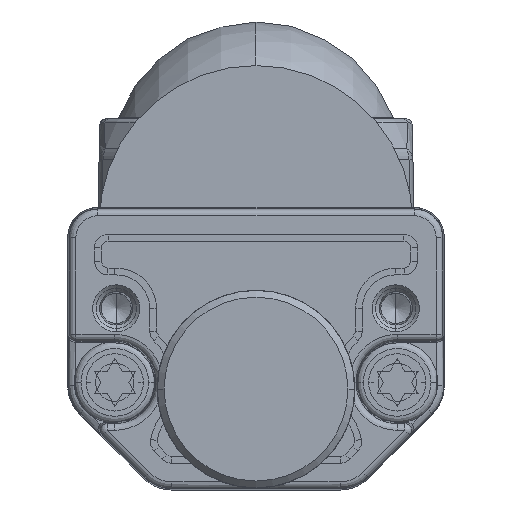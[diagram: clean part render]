
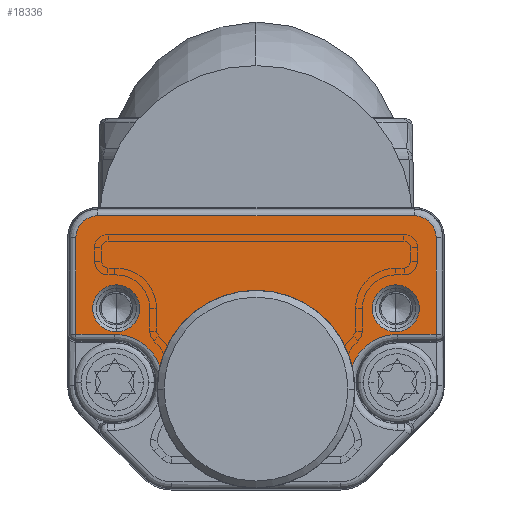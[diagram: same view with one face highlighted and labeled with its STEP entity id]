
A CAD part, left-side view. The second image highlights one B-rep face of the part: STEP entity #18336.
In plain terms, the highlighted face is planar.
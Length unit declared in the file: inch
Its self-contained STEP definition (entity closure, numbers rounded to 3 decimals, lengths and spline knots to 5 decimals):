
#15031=CARTESIAN_POINT('',(13.,8.,10.5));
#15032=DIRECTION('',(-1.,0.,0.));
#15033=DIRECTION('',(0.,1.,0.));
#15034=AXIS2_PLACEMENT_3D('',#15031,#15032,#15033);
#15036=DIRECTION('',(0.,0.,-1.));
#15037=VECTOR('',#15036,2.8909);
#15038=CARTESIAN_POINT('',(13.,11.56353,13.3909));
#15039=LINE('',#15038,#15037);
#15040=DIRECTION('',(0.,-1.,0.));
#15041=VECTOR('',#15040,7.18647);
#15042=CARTESIAN_POINT('',(13.,18.75,13.3909));
#15043=LINE('',#15042,#15041);
#15044=CARTESIAN_POINT('',(13.,18.75,11.75));
#15045=DIRECTION('',(1.,0.,0.));
#15046=DIRECTION('',(0.,1.,0.));
#15047=AXIS2_PLACEMENT_3D('',#15044,#15045,#15046);
#15049=DIRECTION('',(0.,0.,1.));
#15050=VECTOR('',#15049,23.5);
#15051=CARTESIAN_POINT('',(13.,20.3909,-11.75));
#15052=LINE('',#15051,#15050);
#15053=CARTESIAN_POINT('',(13.,18.75,-11.75));
#15054=DIRECTION('',(1.,0.,0.));
#15055=DIRECTION('',(0.,0.,-1.));
#15056=AXIS2_PLACEMENT_3D('',#15053,#15054,#15055);
#15058=DIRECTION('',(0.,1.,0.));
#15059=VECTOR('',#15058,7.18647);
#15060=CARTESIAN_POINT('',(13.,11.56353,-13.3909));
#15061=LINE('',#15060,#15059);
#15062=DIRECTION('',(0.,0.,-1.));
#15063=VECTOR('',#15062,2.8909);
#15064=CARTESIAN_POINT('',(13.,11.56353,-10.5));
#15065=LINE('',#15064,#15063);
#15066=CARTESIAN_POINT('',(13.,8.,-10.5));
#15067=DIRECTION('',(-1.,0.,0.));
#15068=DIRECTION('',(0.,0.34,0.941));
#15069=AXIS2_PLACEMENT_3D('',#15066,#15067,#15068);
#15071=CARTESIAN_POINT('',(13.,7.5,0.));
#15072=DIRECTION('',(1.,0.,0.));
#15073=DIRECTION('',(0.,0.233,-0.973));
#15074=AXIS2_PLACEMENT_3D('',#15071,#15072,#15073);
#15130=CARTESIAN_POINT('',(13.,13.5,-10.3923));
#15131=DIRECTION('',(-1.,0.,0.));
#15132=DIRECTION('',(0.,1.,0.));
#15133=AXIS2_PLACEMENT_3D('',#15130,#15131,#15132);
#15135=CARTESIAN_POINT('',(13.,13.5,-10.3923));
#15136=DIRECTION('',(-1.,0.,0.));
#15137=DIRECTION('',(0.,-1.,0.));
#15138=AXIS2_PLACEMENT_3D('',#15135,#15136,#15137);
#15140=CARTESIAN_POINT('',(13.,13.5,10.3923));
#15141=DIRECTION('',(-1.,0.,0.));
#15142=DIRECTION('',(0.,1.,0.));
#15143=AXIS2_PLACEMENT_3D('',#15140,#15141,#15142);
#15145=CARTESIAN_POINT('',(13.,13.5,10.3923));
#15146=DIRECTION('',(-1.,0.,0.));
#15147=DIRECTION('',(0.,-1.,0.));
#15148=AXIS2_PLACEMENT_3D('',#15145,#15146,#15147);
#15787=CARTESIAN_POINT('',(13.,20.3909,11.75));
#15788=CARTESIAN_POINT('',(13.,18.75,13.3909));
#15789=VERTEX_POINT('',#15787);
#15790=VERTEX_POINT('',#15788);
#15795=CARTESIAN_POINT('',(13.,20.3909,-11.75));
#15796=VERTEX_POINT('',#15795);
#15799=CARTESIAN_POINT('',(13.,18.75,-13.3909));
#15800=VERTEX_POINT('',#15799);
#15835=CARTESIAN_POINT('',(13.,11.56353,10.5));
#15836=CARTESIAN_POINT('',(13.,9.21015,7.14824));
#15837=VERTEX_POINT('',#15835);
#15838=VERTEX_POINT('',#15836);
#15867=CARTESIAN_POINT('',(13.,11.56353,13.3909));
#15868=VERTEX_POINT('',#15867);
#15877=CARTESIAN_POINT('',(13.,9.21015,-7.14824));
#15878=CARTESIAN_POINT('',(13.,11.56353,-10.5));
#15879=VERTEX_POINT('',#15877);
#15880=VERTEX_POINT('',#15878);
#15909=CARTESIAN_POINT('',(13.,11.56353,-13.3909));
#15910=VERTEX_POINT('',#15909);
#16109=CARTESIAN_POINT('',(13.,15.25,-10.3923));
#16110=CARTESIAN_POINT('',(13.,11.75,-10.3923));
#16111=VERTEX_POINT('',#16109);
#16112=VERTEX_POINT('',#16110);
#16113=CARTESIAN_POINT('',(13.,15.25,10.3923));
#16114=CARTESIAN_POINT('',(13.,11.75,10.3923));
#16115=VERTEX_POINT('',#16113);
#16116=VERTEX_POINT('',#16114);
#18297=CARTESIAN_POINT('',(13.,0.,0.));
#18298=DIRECTION('',(1.,0.,0.));
#18299=DIRECTION('',(0.,0.,-1.));
#18300=AXIS2_PLACEMENT_3D('',#18297,#18298,#18299);
#18301=PLANE('',#18300);
#18303=ORIENTED_EDGE('',*,*,#18302,.F.);
#18305=ORIENTED_EDGE('',*,*,#18304,.F.);
#18307=ORIENTED_EDGE('',*,*,#18306,.F.);
#18309=ORIENTED_EDGE('',*,*,#18308,.F.);
#18311=ORIENTED_EDGE('',*,*,#18310,.F.);
#18313=ORIENTED_EDGE('',*,*,#18312,.F.);
#18315=ORIENTED_EDGE('',*,*,#18314,.F.);
#18317=ORIENTED_EDGE('',*,*,#18316,.F.);
#18319=ORIENTED_EDGE('',*,*,#18318,.F.);
#18321=ORIENTED_EDGE('',*,*,#18320,.T.);
#18322=EDGE_LOOP('',(#18303,#18305,#18307,#18309,#18311,#18313,#18315,#18317,
#18319,#18321));
#18323=FACE_OUTER_BOUND('',#18322,.F.);
#18325=ORIENTED_EDGE('',*,*,#18324,.F.);
#18327=ORIENTED_EDGE('',*,*,#18326,.F.);
#18328=EDGE_LOOP('',(#18325,#18327));
#18329=FACE_BOUND('',#18328,.F.);
#18331=ORIENTED_EDGE('',*,*,#18330,.F.);
#18333=ORIENTED_EDGE('',*,*,#18332,.F.);
#18334=EDGE_LOOP('',(#18331,#18333));
#18335=FACE_BOUND('',#18334,.F.);
#18336=ADVANCED_FACE('',(#18323,#18329,#18335),#18301,.T.);
#15035=CIRCLE('',#15034,3.56353);
#15048=CIRCLE('',#15047,1.6409);
#15057=CIRCLE('',#15056,1.6409);
#15070=CIRCLE('',#15069,3.56353);
#15075=CIRCLE('',#15074,7.35);
#15134=CIRCLE('',#15133,1.75);
#15139=CIRCLE('',#15138,1.75);
#15144=CIRCLE('',#15143,1.75);
#15149=CIRCLE('',#15148,1.75);
#18302=EDGE_CURVE('',#15837,#15838,#15035,.T.);
#18304=EDGE_CURVE('',#15868,#15837,#15039,.T.);
#18306=EDGE_CURVE('',#15790,#15868,#15043,.T.);
#18308=EDGE_CURVE('',#15789,#15790,#15048,.T.);
#18310=EDGE_CURVE('',#15796,#15789,#15052,.T.);
#18312=EDGE_CURVE('',#15800,#15796,#15057,.T.);
#18314=EDGE_CURVE('',#15910,#15800,#15061,.T.);
#18316=EDGE_CURVE('',#15880,#15910,#15065,.T.);
#18318=EDGE_CURVE('',#15879,#15880,#15070,.T.);
#18320=EDGE_CURVE('',#15879,#15838,#15075,.T.);
#18324=EDGE_CURVE('',#16111,#16112,#15134,.T.);
#18326=EDGE_CURVE('',#16112,#16111,#15139,.T.);
#18330=EDGE_CURVE('',#16115,#16116,#15144,.T.);
#18332=EDGE_CURVE('',#16116,#16115,#15149,.T.);
